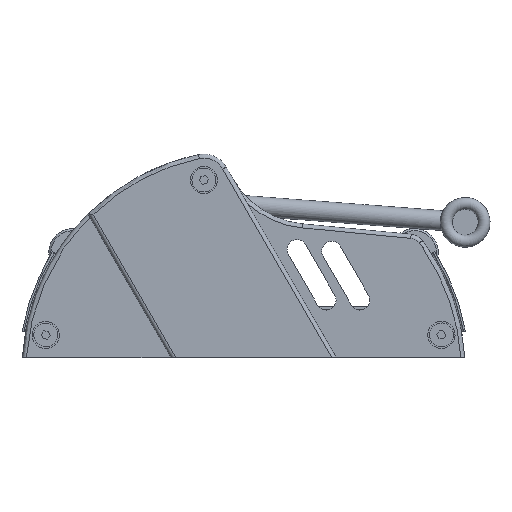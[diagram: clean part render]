
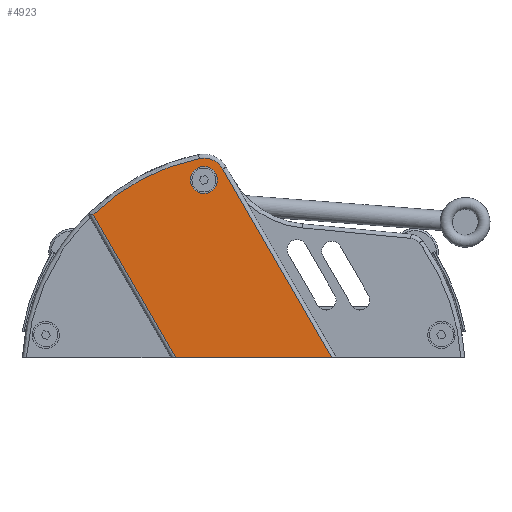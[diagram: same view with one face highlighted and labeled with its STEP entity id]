
A CAD part, front view. The second image highlights one B-rep face of the part: STEP entity #4923.
In plain terms, the highlighted planar face has unit normal (0, -1, 0).
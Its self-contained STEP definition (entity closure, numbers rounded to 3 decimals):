
#155=LINE('',#7442,#507);
#270=LINE('',#7699,#622);
#271=LINE('',#7704,#623);
#507=VECTOR('',#5883,78.52);
#622=VECTOR('',#6108,109.696);
#623=VECTOR('',#6113,83.268);
#903=PLANE('',#5268);
#1017=FACE_BOUND('',#1471,.T.);
#1156=FACE_OUTER_BOUND('',#1470,.T.);
#1470=EDGE_LOOP('',(#3592,#3593,#3594,#3595,#3596));
#1471=EDGE_LOOP('',(#3597));
#1811=CIRCLE('',#5269,11.);
#1812=CIRCLE('',#5270,109.55);
#1813=CIRCLE('',#5271,6.25);
#2119=VERTEX_POINT('',#7439);
#2120=VERTEX_POINT('',#7441);
#2207=VERTEX_POINT('',#7698);
#2208=VERTEX_POINT('',#7700);
#2209=VERTEX_POINT('',#7702);
#2210=VERTEX_POINT('',#7705);
#2619=EDGE_CURVE('',#2119,#2120,#155,.T.);
#2743=EDGE_CURVE('',#2207,#2119,#270,.T.);
#2744=EDGE_CURVE('',#2208,#2207,#1811,.T.);
#2745=EDGE_CURVE('',#2209,#2208,#1812,.T.);
#2746=EDGE_CURVE('',#2120,#2209,#271,.T.);
#2747=EDGE_CURVE('',#2210,#2210,#1813,.T.);
#3592=ORIENTED_EDGE('',*,*,#2743,.F.);
#3593=ORIENTED_EDGE('',*,*,#2744,.F.);
#3594=ORIENTED_EDGE('',*,*,#2745,.F.);
#3595=ORIENTED_EDGE('',*,*,#2746,.F.);
#3596=ORIENTED_EDGE('',*,*,#2619,.F.);
#3597=ORIENTED_EDGE('',*,*,#2747,.T.);
#4923=ADVANCED_FACE('',(#1156,#1017),#903,.F.);
#5268=AXIS2_PLACEMENT_3D('',#7697,#6106,#6107);
#5269=AXIS2_PLACEMENT_3D('',#7701,#6109,#6110);
#5270=AXIS2_PLACEMENT_3D('',#7703,#6111,#6112);
#5271=AXIS2_PLACEMENT_3D('',#7706,#6114,#6115);
#5883=DIRECTION('',(-1.,0.,0.));
#6106=DIRECTION('center_axis',(0.,1.,0.));
#6107=DIRECTION('ref_axis',(-1.,0.,0.));
#6108=DIRECTION('',(0.5,0.,-0.866));
#6109=DIRECTION('center_axis',(0.,1.,0.));
#6110=DIRECTION('ref_axis',(0.409,0.,0.913));
#6111=DIRECTION('center_axis',(0.,1.,0.));
#6112=DIRECTION('ref_axis',(-0.755,0.,0.655));
#6113=DIRECTION('',(-0.5,0.,0.866));
#6114=DIRECTION('center_axis',(0.,1.,0.));
#6115=DIRECTION('ref_axis',(-1.,0.,0.));
#7439=CARTESIAN_POINT('',(132.557,-22.,-4.011));
#7441=CARTESIAN_POINT('',(54.037,-22.,-4.027));
#7442=CARTESIAN_POINT('',(51.728,-22.,-4.027));
#7697=CARTESIAN_POINT('Origin',(9.878,-22.,68.425));
#7698=CARTESIAN_POINT('',(77.69,-22.,90.977));
#7699=CARTESIAN_POINT('',(75.918,-22.,94.044));
#7700=CARTESIAN_POINT('',(65.93,-22.,96.246));
#7701=CARTESIAN_POINT('Origin',(68.165,-22.,85.475));
#7702=CARTESIAN_POINT('',(12.389,-22.,68.077));
#7703=CARTESIAN_POINT('Origin',(88.184,-22.,-11.02));
#7704=CARTESIAN_POINT('',(32.534,-22.,33.199));
#7705=CARTESIAN_POINT('',(74.415,-22.,85.475));
#7706=CARTESIAN_POINT('Origin',(68.165,-22.,85.475));
